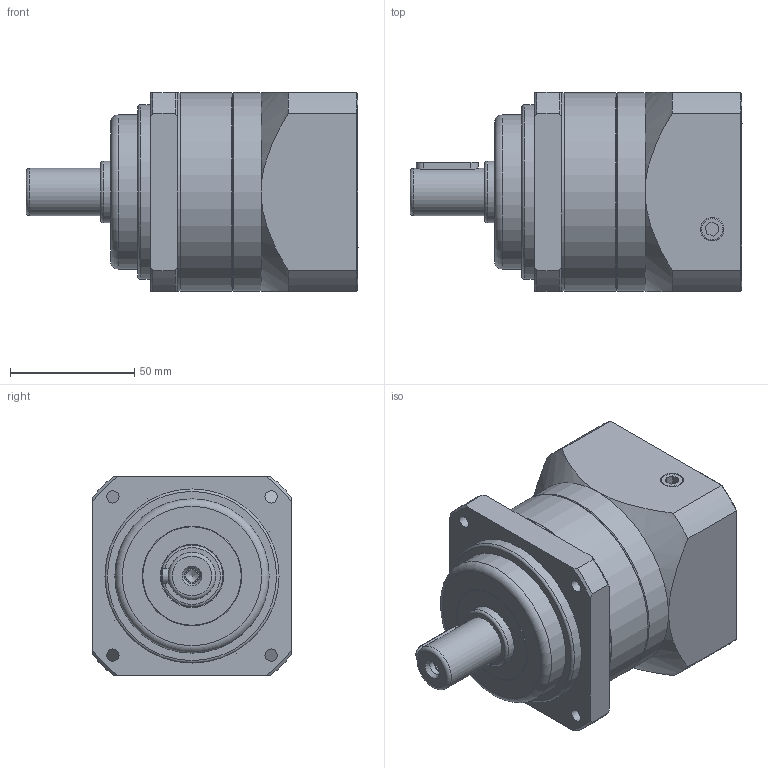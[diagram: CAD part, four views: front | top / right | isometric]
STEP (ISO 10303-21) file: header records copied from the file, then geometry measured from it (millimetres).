
FILE_DESCRIPTION((''),'2;1');
FILE_NAME('KFA80-1 (S19).stp','2013-11-12T10:29:47',('young'),(''),'Autodesk Inventor 2012','Autodesk Inventor 2012','');
FILE_SCHEMA(('AUTOMOTIVE_DESIGN { 1 0 10303 214 1 1 1 1 }'));
Length unit declared in the file: millimetre
Products named in the file (1): KFA80-1 (S19)
Bounding box: 133.5 x 80 x 80 mm (x, y, z)
Volume: 277042.8 mm3; surface area: 105050.4 mm2
Topology: 16 solids, 16 shells, 610 faces, 1889 edges, 1338 vertices
Faces by surface type: cylinder 275, plane 208, cone 93, bspline 20, torus 14
Full cylindrical faces by diameter (mm): 4.2 x5, 5 x174, 5.1 x4, 5.5 x9, 6 x1, 8.433 x2, 8.5 x5, 9.5 x2, 11 x1, 19 x1, 19.2 x1, 20 x1, 22 x1, 23.5 x1, 24.8 x2, 25 x2, 26 x1, 30 x1, 33 x1, 34.5 x1, 35 x3, 38.908 x1, 40 x2, 42.908 x1, 43 x1, 62 x1, 62.908 x2, 65.8 x1, 70 x1, 80 x3
Entity records: 55263 total; most frequent: CARTESIAN_POINT 43097, ORIENTED_EDGE 3112, DIRECTION 1945, EDGE_CURVE 1556, VERTEX_POINT 1303, AXIS2_PLACEMENT_3D 809, EDGE_LOOP 641, FACE_OUTER_BOUND 442
